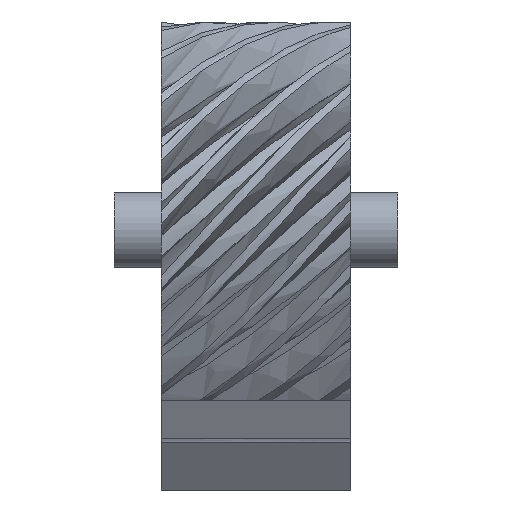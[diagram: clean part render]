
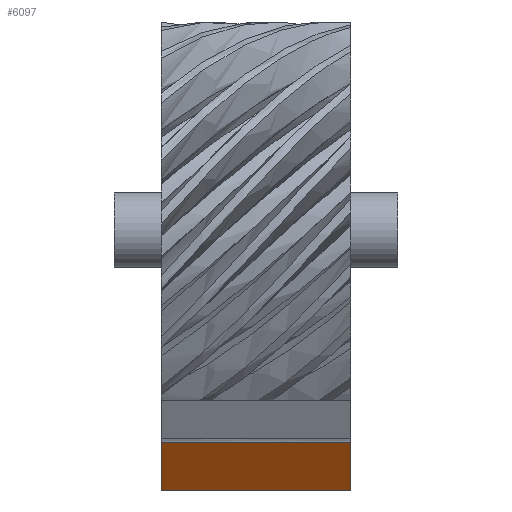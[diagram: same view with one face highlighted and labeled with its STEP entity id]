
A CAD part, left-side view. The second image highlights one B-rep face of the part: STEP entity #6097.
In plain terms, the highlighted planar face has unit normal (-0.707, 0.707, 0).
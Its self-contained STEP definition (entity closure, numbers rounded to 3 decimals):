
#643=FACE_OUTER_BOUND('',#975,.T.);
#975=EDGE_LOOP('',(#4823,#4824,#4825,#4826));
#1452=LINE('',#8255,#1966);
#1540=LINE('',#8432,#2054);
#1545=LINE('',#8441,#2059);
#1760=LINE('',#9291,#2274);
#1966=VECTOR('',#6894,10.);
#2054=VECTOR('',#7042,10.);
#2059=VECTOR('',#7049,10.);
#2274=VECTOR('',#7570,10.);
#2358=VERTEX_POINT('',#7889);
#2540=VERTEX_POINT('',#8253);
#2599=VERTEX_POINT('',#8431);
#2602=VERTEX_POINT('',#8439);
#3152=EDGE_CURVE('',#2540,#2358,#1452,.T.);
#3240=EDGE_CURVE('',#2358,#2599,#1540,.T.);
#3245=EDGE_CURVE('',#2540,#2602,#1545,.T.);
#3520=EDGE_CURVE('',#2599,#2602,#1760,.T.);
#4823=ORIENTED_EDGE('',*,*,#3152,.F.);
#4824=ORIENTED_EDGE('',*,*,#3245,.T.);
#4825=ORIENTED_EDGE('',*,*,#3520,.F.);
#4826=ORIENTED_EDGE('',*,*,#3240,.F.);
#5907=PLANE('',#6528);
#6097=ADVANCED_FACE('',(#643),#5907,.T.);
#6528=AXIS2_PLACEMENT_3D('',#9290,#7568,#7569);
#6894=DIRECTION('',(0.,0.,1.));
#7042=DIRECTION('',(-0.707,-0.707,0.));
#7049=DIRECTION('',(-0.707,-0.707,0.));
#7568=DIRECTION('center_axis',(-0.707,0.707,0.));
#7569=DIRECTION('ref_axis',(0.,0.,-1.));
#7570=DIRECTION('',(0.,0.,-1.));
#7889=CARTESIAN_POINT('',(0.,0.,0.));
#8253=CARTESIAN_POINT('',(0.,0.,-5.));
#8255=CARTESIAN_POINT('',(0.,0.,-5.));
#8431=CARTESIAN_POINT('',(-20.,-20.,0.));
#8432=CARTESIAN_POINT('',(0.,0.,0.));
#8439=CARTESIAN_POINT('',(-20.,-20.,-5.));
#8441=CARTESIAN_POINT('',(0.,0.,-5.));
#9290=CARTESIAN_POINT('Origin',(0.,0.,0.));
#9291=CARTESIAN_POINT('',(-20.,-20.,-5.));
